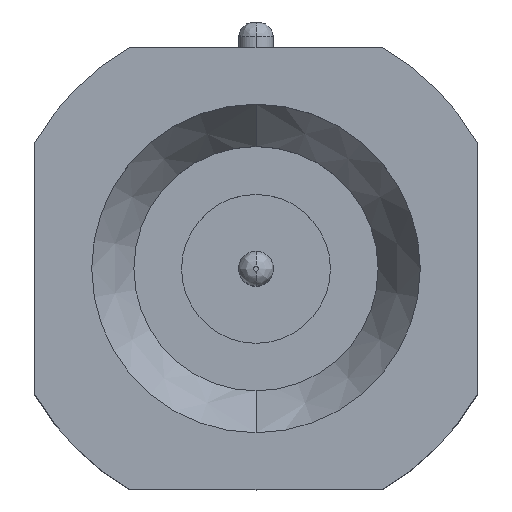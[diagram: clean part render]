
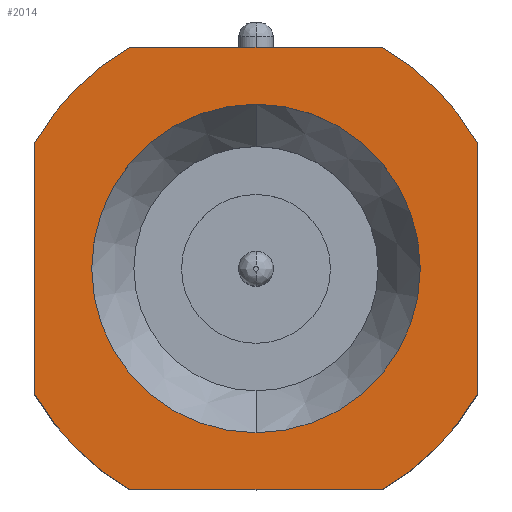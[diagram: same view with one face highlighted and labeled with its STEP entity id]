
A CAD part, top view. The second image highlights one B-rep face of the part: STEP entity #2014.
In plain terms, the highlighted planar face has unit normal (0, 0, 1).
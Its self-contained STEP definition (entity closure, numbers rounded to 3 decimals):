
#514=DIRECTION('',(1.,0.,0.));
#515=VECTOR('',#514,2.203);
#516=CARTESIAN_POINT('',(-1.101,1.93,0.));
#517=LINE('',#516,#515);
#526=DIRECTION('',(0.,-1.,0.));
#527=VECTOR('',#526,2.203);
#528=CARTESIAN_POINT('',(1.93,1.101,0.));
#529=LINE('',#528,#527);
#538=DIRECTION('',(-1.,0.,0.));
#539=VECTOR('',#538,2.203);
#540=CARTESIAN_POINT('',(1.101,-1.93,0.));
#541=LINE('',#540,#539);
#550=DIRECTION('',(0.,1.,0.));
#551=VECTOR('',#550,2.203);
#552=CARTESIAN_POINT('',(-1.93,-1.101,0.));
#553=LINE('',#552,#551);
#562=CARTESIAN_POINT('',(0.,0.,0.));
#563=DIRECTION('',(0.,0.,-1.));
#564=DIRECTION('',(1.,0.,0.));
#565=AXIS2_PLACEMENT_3D('',#562,#563,#564);
#567=CARTESIAN_POINT('',(0.,0.,0.));
#568=DIRECTION('',(0.,0.,-1.));
#569=DIRECTION('',(-1.,0.,0.));
#570=AXIS2_PLACEMENT_3D('',#567,#568,#569);
#572=CARTESIAN_POINT('',(0.,0.,0.));
#573=DIRECTION('',(0.,0.,1.));
#574=DIRECTION('',(-0.496,0.869,0.));
#575=AXIS2_PLACEMENT_3D('',#572,#573,#574);
#577=CARTESIAN_POINT('',(0.,0.,0.));
#578=DIRECTION('',(0.,0.,1.));
#579=DIRECTION('',(0.869,0.496,0.));
#580=AXIS2_PLACEMENT_3D('',#577,#578,#579);
#582=CARTESIAN_POINT('',(0.,0.,0.));
#583=DIRECTION('',(0.,0.,1.));
#584=DIRECTION('',(0.496,-0.869,0.));
#585=AXIS2_PLACEMENT_3D('',#582,#583,#584);
#587=CARTESIAN_POINT('',(0.,0.,0.));
#588=DIRECTION('',(0.,0.,1.));
#589=DIRECTION('',(-0.869,-0.496,0.));
#590=AXIS2_PLACEMENT_3D('',#587,#588,#589);
#1054=CARTESIAN_POINT('',(1.101,-1.93,0.));
#1056=VERTEX_POINT('',#1054);
#1059=CARTESIAN_POINT('',(1.93,-1.101,0.));
#1061=VERTEX_POINT('',#1059);
#1062=CARTESIAN_POINT('',(1.93,1.101,0.));
#1064=VERTEX_POINT('',#1062);
#1067=CARTESIAN_POINT('',(1.101,1.93,0.));
#1069=VERTEX_POINT('',#1067);
#1070=CARTESIAN_POINT('',(-1.93,-1.101,0.));
#1072=VERTEX_POINT('',#1070);
#1075=CARTESIAN_POINT('',(-1.101,-1.93,0.));
#1077=VERTEX_POINT('',#1075);
#1087=CARTESIAN_POINT('',(-1.93,1.101,0.));
#1089=VERTEX_POINT('',#1087);
#1090=CARTESIAN_POINT('',(-1.101,1.93,0.));
#1091=VERTEX_POINT('',#1090);
#1241=CARTESIAN_POINT('',(1.435,0.,0.));
#1243=VERTEX_POINT('',#1241);
#1245=CARTESIAN_POINT('',(-1.435,0.,0.));
#1247=VERTEX_POINT('',#1245);
#1993=CARTESIAN_POINT('',(0.,-1.588,0.));
#1994=DIRECTION('',(0.,0.,1.));
#1995=DIRECTION('',(0.,-1.,0.));
#1996=AXIS2_PLACEMENT_3D('',#1993,#1994,#1995);
#1997=PLANE('',#1996);
#1998=ORIENTED_EDGE('',*,*,#1973,.T.);
#1999=ORIENTED_EDGE('',*,*,#1988,.F.);
#2000=ORIENTED_EDGE('',*,*,#1886,.T.);
#2001=ORIENTED_EDGE('',*,*,#1902,.F.);
#2002=ORIENTED_EDGE('',*,*,#1916,.T.);
#2003=ORIENTED_EDGE('',*,*,#1930,.F.);
#2004=ORIENTED_EDGE('',*,*,#1944,.T.);
#2005=ORIENTED_EDGE('',*,*,#1959,.F.);
#2006=EDGE_LOOP('',(#1998,#1999,#2000,#2001,#2002,#2003,#2004,#2005));
#2007=FACE_OUTER_BOUND('',#2006,.F.);
#2009=ORIENTED_EDGE('',*,*,#2008,.F.);
#2011=ORIENTED_EDGE('',*,*,#2010,.F.);
#2012=EDGE_LOOP('',(#2009,#2011));
#2013=FACE_BOUND('',#2012,.F.);
#2014=ADVANCED_FACE('',(#2007,#2013),#1997,.T.);
#566=CIRCLE('',#565,1.435);
#571=CIRCLE('',#570,1.435);
#576=CIRCLE('',#575,2.223);
#581=CIRCLE('',#580,2.223);
#586=CIRCLE('',#585,2.223);
#591=CIRCLE('',#590,2.223);
#1886=EDGE_CURVE('',#1091,#1069,#517,.T.);
#1902=EDGE_CURVE('',#1064,#1069,#581,.T.);
#1916=EDGE_CURVE('',#1064,#1061,#529,.T.);
#1930=EDGE_CURVE('',#1056,#1061,#586,.T.);
#1944=EDGE_CURVE('',#1056,#1077,#541,.T.);
#1959=EDGE_CURVE('',#1072,#1077,#591,.T.);
#1973=EDGE_CURVE('',#1072,#1089,#553,.T.);
#1988=EDGE_CURVE('',#1091,#1089,#576,.T.);
#2008=EDGE_CURVE('',#1243,#1247,#566,.T.);
#2010=EDGE_CURVE('',#1247,#1243,#571,.T.);
